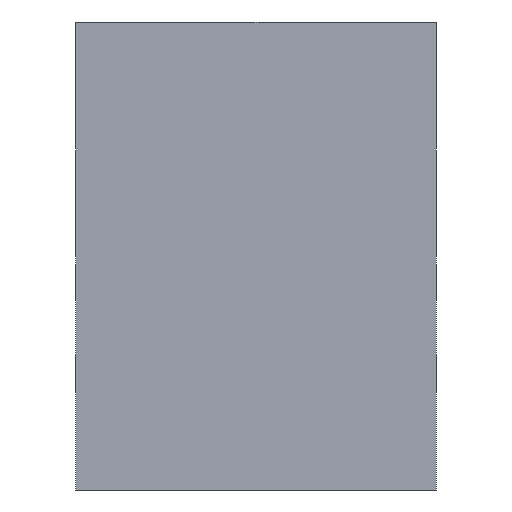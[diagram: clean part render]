
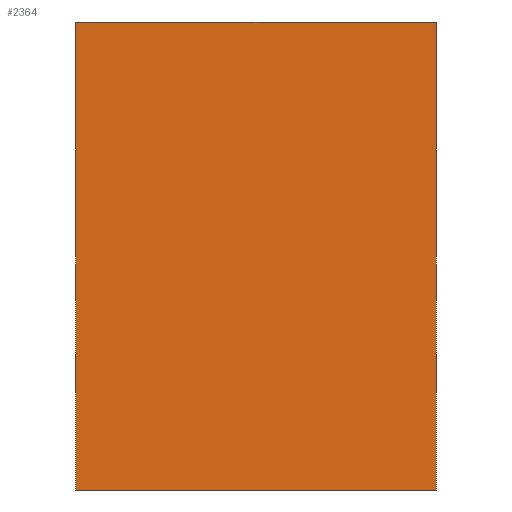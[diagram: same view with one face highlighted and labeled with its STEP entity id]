
A CAD part, left-side view. The second image highlights one B-rep face of the part: STEP entity #2364.
In plain terms, the highlighted planar face has unit normal (-1, 0, 0).
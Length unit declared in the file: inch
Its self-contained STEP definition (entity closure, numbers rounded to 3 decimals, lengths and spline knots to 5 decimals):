
#35=PLANE('',#2518);
#159=FACE_OUTER_BOUND('',#288,.T.);
#288=EDGE_LOOP('',(#2107,#2108,#2109,#2110));
#640=LINE('',#6582,#772);
#650=LINE('',#7277,#782);
#657=LINE('',#9651,#789);
#658=LINE('',#9652,#790);
#772=VECTOR('',#2869,0.3937);
#782=VECTOR('',#2901,0.3937);
#789=VECTOR('',#2928,0.3937);
#790=VECTOR('',#2929,0.3937);
#1015=VERTEX_POINT('',#6570);
#1020=VERTEX_POINT('',#6580);
#1030=VERTEX_POINT('',#7275);
#1035=VERTEX_POINT('',#9650);
#1359=EDGE_CURVE('',#1015,#1020,#640,.T.);
#1382=EDGE_CURVE('',#1030,#1020,#650,.T.);
#1399=EDGE_CURVE('',#1015,#1035,#657,.T.);
#1400=EDGE_CURVE('',#1035,#1030,#658,.T.);
#2107=ORIENTED_EDGE('',*,*,#1399,.F.);
#2108=ORIENTED_EDGE('',*,*,#1359,.T.);
#2109=ORIENTED_EDGE('',*,*,#1382,.F.);
#2110=ORIENTED_EDGE('',*,*,#1400,.F.);
#2364=ADVANCED_FACE('',(#159),#35,.T.);
#2518=AXIS2_PLACEMENT_3D('',#9649,#2926,#2927);
#2869=DIRECTION('',(0.,0.,1.));
#2901=DIRECTION('',(0.,-1.,0.));
#2926=DIRECTION('center_axis',(-1.,0.,0.));
#2927=DIRECTION('ref_axis',(0.,-1.,0.));
#2928=DIRECTION('',(0.,1.,0.));
#2929=DIRECTION('',(0.,0.,1.));
#6570=CARTESIAN_POINT('',(-3.75,-8.,-0.32579));
#6580=CARTESIAN_POINT('',(-3.75,-8.,0.97421));
#6582=CARTESIAN_POINT('',(-3.75,-8.,-0.32579));
#7275=CARTESIAN_POINT('',(-3.75,-7.,0.97421));
#7277=CARTESIAN_POINT('',(-3.75,-7.25,0.97421));
#9649=CARTESIAN_POINT('Origin',(-3.75,-7.,-0.32579));
#9650=CARTESIAN_POINT('',(-3.75,-7.,-0.32579));
#9651=CARTESIAN_POINT('',(-3.75,-8.,-0.32579));
#9652=CARTESIAN_POINT('',(-3.75,-7.,-0.32579));
